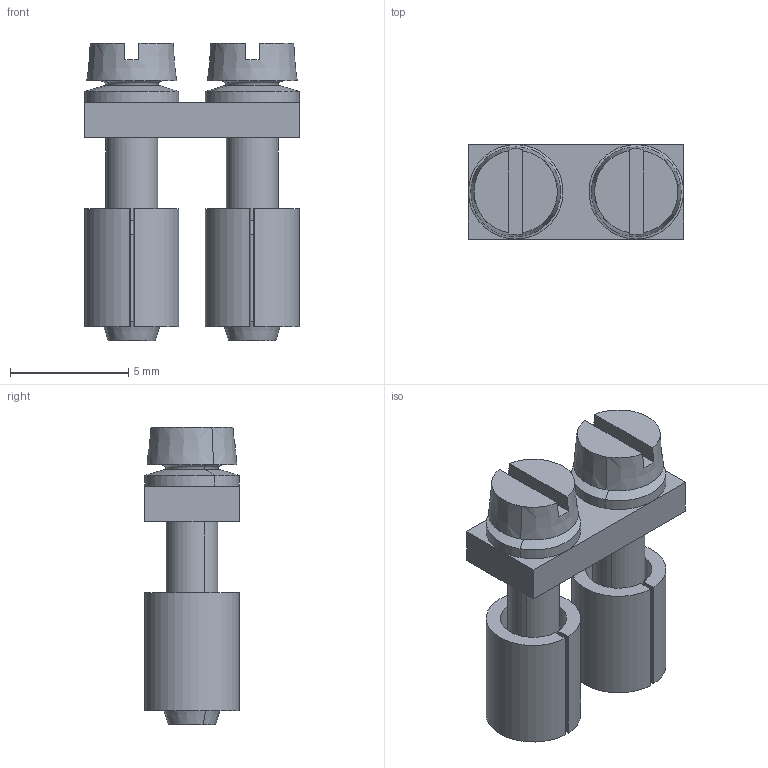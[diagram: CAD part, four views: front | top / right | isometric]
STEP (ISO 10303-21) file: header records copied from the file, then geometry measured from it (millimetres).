
FILE_DESCRIPTION(('CATIA V5 STEP Exchange','CAx-IF Rec.Pracs.--- Model Styling and Organization---1.4--- 2014-01-23'),'2;1');
FILE_NAME ('001890-2_1_0368200000_0368200000.stp','2021-12-06T09:22:40+00:00',('none'),('Weidmueller'),'CATIA Version 5-6 Release 2016 SP3 HF44','CATIA V5 STEP AP214','none');
FILE_SCHEMA(('AUTOMOTIVE_DESIGN { 1 0 10303 214 1 1 1 1 }'));
Length unit declared in the file: millimetre
Products named in the file (1): Q_2_AKZ1.5_AllCATPart
Bounding box: 9.1 x 4 x 12.6 mm (x, y, z)
Volume: 229.6 mm3; surface area: 660 mm2
Topology: 7 solids, 7 shells, 80 faces, 168 edges, 104 vertices
Faces by surface type: plane 32, cylinder 24, cone 20, torus 4
Entity records: 1980 total; most frequent: CARTESIAN_POINT 353, ORIENTED_EDGE 336, DIRECTION 272, EDGE_CURVE 168, AXIS2_PLACEMENT_3D 141, VERTEX_POINT 104, EDGE_LOOP 90, CIRCLE 84
